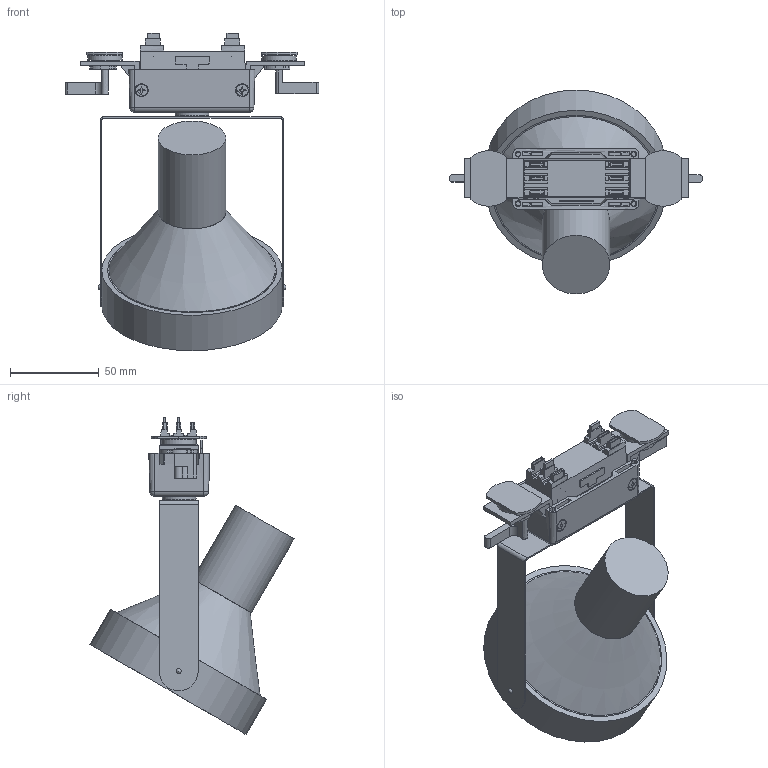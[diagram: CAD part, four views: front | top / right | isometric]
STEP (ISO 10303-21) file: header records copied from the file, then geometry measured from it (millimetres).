
FILE_DESCRIPTION(/* description */ (''),/* implementation_level */ '2;1');
FILE_NAME(/* name */ 'BusductAttachment_busSTRUT_BRP30G-120-(F)-X.stp',/* time_stamp */ '2024-10-23T16:18:44+03:00',/* author */ ('fkris'),/* organization */ (''),/* preprocessor_version */ 'ST-DEVELOPER v18.1',/* originating_system */ 'Autodesk Inventor 2021',/* authorisation */ '');
FILE_SCHEMA (('AUTOMOTIVE_DESIGN { 1 0 10303 214 3 1 1 }'));
Length unit declared in the file: foot
Products named in the file (29): BusductAttachment_busSTRUT_BRP30G-120-(F)-X; BusductAttachment_busSTRUT_BRP30G-120-(F)-X_1; BusductAttachment_busSTRUT_BRP30G-120-(F)-X_1_1; BusductAttachment_busSTRUT_BRP30G-120-(F)-X_2; BusductAttachment_busSTRUT_BRP30G-120-(F)-X_3; BusductAttachment_busSTRUT_BRP30G-120-(F)-X_4; BusductAttachment_busSTRUT_BRP30G-120-(F)-X_5; BusductAttachment_busSTRUT_BRP30G-120-(F)-X_6; BusductAttachment_busSTRUT_BRP30G-120-(F)-X_7; BusductAttachment_busSTRUT_BRP30G-120-(F)-X_8; BusductAttachment_busSTRUT_BRP30G-120-(F)-X_9; BusductAttachment_busSTRUT_BRP30G-120-(F)-X_10; BusductAttachment_busSTRUT_BRP30G-120-(F)-X_11; BusductAttachment_busSTRUT_BRP30G-120-(F)-X_12; BusductAttachment_busSTRUT_BRP30G-120-(F)-X_13; BusductAttachment_busSTRUT_BRP30G-120-(F)-X_14; BusductAttachment_busSTRUT_BRP30G-120-(F)-X_15; BusductAttachment_busSTRUT_BRP30G-120-(F)-X_16; BusductAttachment_busSTRUT_BRP30G-120-(F)-X_17; BusductAttachment_busSTRUT_BRP30G-120-(F)-X_18; BusductAttachment_busSTRUT_BRP30G-120-(F)-X_19; BusductAttachment_busSTRUT_BRP30G-120-(F)-X_20; BusductAttachment_busSTRUT_BRP30G-120-(F)-X_21; BusductAttachment_busSTRUT_BRP30G-120-(F)-X_22; BusductAttachment_busSTRUT_BRP30G-120-(F)-X_23; BusductAttachment_busSTRUT_BRP30G-120-(F)-X_24; BusductAttachment_busSTRUT_BRP30G-120-(F)-X_25; BusductAttachment_busSTRUT_BRP30G-120-(F)-X_26; BusductAttachment_busSTRUT_BRP30G-120-(F)-X_27
Assembly tree (28 placements, depth 2):
  BusductAttachment_busSTRUT_BRP30G-120-(F)-X
    BusductAttachment_busSTRUT_BRP30G-120-(F)-X_1
    BusductAttachment_busSTRUT_BRP30G-120-(F)-X_1_1
    BusductAttachment_busSTRUT_BRP30G-120-(F)-X_2
    BusductAttachment_busSTRUT_BRP30G-120-(F)-X_3
    BusductAttachment_busSTRUT_BRP30G-120-(F)-X_4
    BusductAttachment_busSTRUT_BRP30G-120-(F)-X_5
    BusductAttachment_busSTRUT_BRP30G-120-(F)-X_6
    BusductAttachment_busSTRUT_BRP30G-120-(F)-X_7
    BusductAttachment_busSTRUT_BRP30G-120-(F)-X_8
    BusductAttachment_busSTRUT_BRP30G-120-(F)-X_9
    BusductAttachment_busSTRUT_BRP30G-120-(F)-X_10
    BusductAttachment_busSTRUT_BRP30G-120-(F)-X_11
    BusductAttachment_busSTRUT_BRP30G-120-(F)-X_12
    BusductAttachment_busSTRUT_BRP30G-120-(F)-X_13
    BusductAttachment_busSTRUT_BRP30G-120-(F)-X_14
    BusductAttachment_busSTRUT_BRP30G-120-(F)-X_15
    BusductAttachment_busSTRUT_BRP30G-120-(F)-X_16
    BusductAttachment_busSTRUT_BRP30G-120-(F)-X_17
    BusductAttachment_busSTRUT_BRP30G-120-(F)-X_18
    BusductAttachment_busSTRUT_BRP30G-120-(F)-X_19
    BusductAttachment_busSTRUT_BRP30G-120-(F)-X_20
    BusductAttachment_busSTRUT_BRP30G-120-(F)-X_21
    BusductAttachment_busSTRUT_BRP30G-120-(F)-X_22
    BusductAttachment_busSTRUT_BRP30G-120-(F)-X_23
    BusductAttachment_busSTRUT_BRP30G-120-(F)-X_24
    BusductAttachment_busSTRUT_BRP30G-120-(F)-X_25
    BusductAttachment_busSTRUT_BRP30G-120-(F)-X_26
    BusductAttachment_busSTRUT_BRP30G-120-(F)-X_27
Bounding box: 142.88 x 114.96 x 178.69 mm (x, y, z)
Volume: 139214.4 mm3; surface area: 120625.7 mm2
Topology: 33 solids, 33 shells, 914 faces, 1943 edges, 1069 vertices
Faces by surface type: plane 488, cylinder 287, cone 109, bspline 22, sphere 6, torus 2
Full cylindrical faces by diameter (mm): 3.048 x4, 4.166 x4, 8.052 x2, 10.922 x1, 12.7 x2, 15.331 x2, 19.395 x2, 38.1 x1, 95.178 x1, 101.6 x1
Entity records: 25373 total; most frequent: CARTESIAN_POINT 4897, DIRECTION 4085, ORIENTED_EDGE 3786, EDGE_CURVE 1893, LINE 1463, VECTOR 1463, AXIS2_PLACEMENT_3D 1311, VERTEX_POINT 1069
